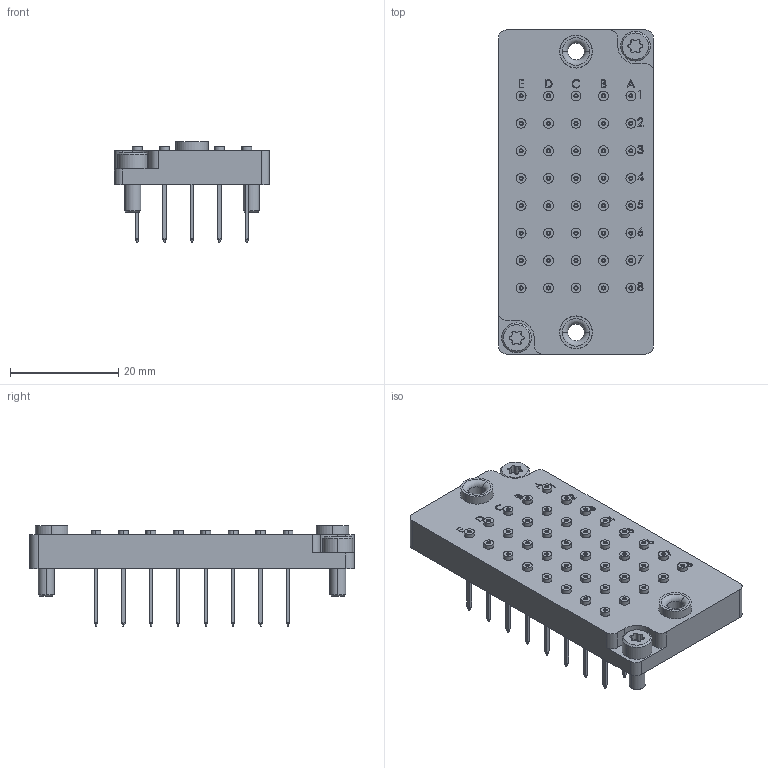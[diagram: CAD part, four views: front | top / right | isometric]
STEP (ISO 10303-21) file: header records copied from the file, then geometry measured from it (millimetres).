
FILE_DESCRIPTION (( 'STEP AP214' ), '1' );
FILE_NAME ('INGUN_42339.STEP', '2023-01-13T10:03:09', ( '' ), ( '' ), 'SwSTEP 2.0', 'SolidWorks 2021', '' );
FILE_SCHEMA (( 'AUTOMOTIVE_DESIGN' ));
Length unit declared in the file: millimetre
Products named in the file (7): INGUN_42339; 42338~2; 42338~2_S; DIN912~n_M03,0x008; 3352_Bohrbuchse_Ø3,1~0; KT-Master__ADA~kt_KT-158 06; INFO_4617~0_S
Assembly tree (47 placements, depth 3):
  INGUN_42339
    42338~2_S
      42338~2
      INFO_4617~0_S
    KT-Master__ADA~kt_KT-158 06  x40
    DIN912~n_M03,0x008  x2
    3352_Bohrbuchse_Ø3,1~0  x2
Bounding box: 28.7 x 60 x 18.66 mm (x, y, z)
Volume: 10876.7 mm3; surface area: 9079.2 mm2
Topology: 98 solids, 98 shells, 1824 faces, 4128 edges, 2544 vertices
Faces by surface type: cylinder 632, plane 533, cone 496, torus 84, bspline 79
Entity records: 19150 total; most frequent: CARTESIAN_POINT 7083, ORIENTED_EDGE 1986, DIRECTION 1825, EDGE_CURVE 993, VERTEX_POINT 653, AXIS2_PLACEMENT_3D 651, LINE 523, VECTOR 523
